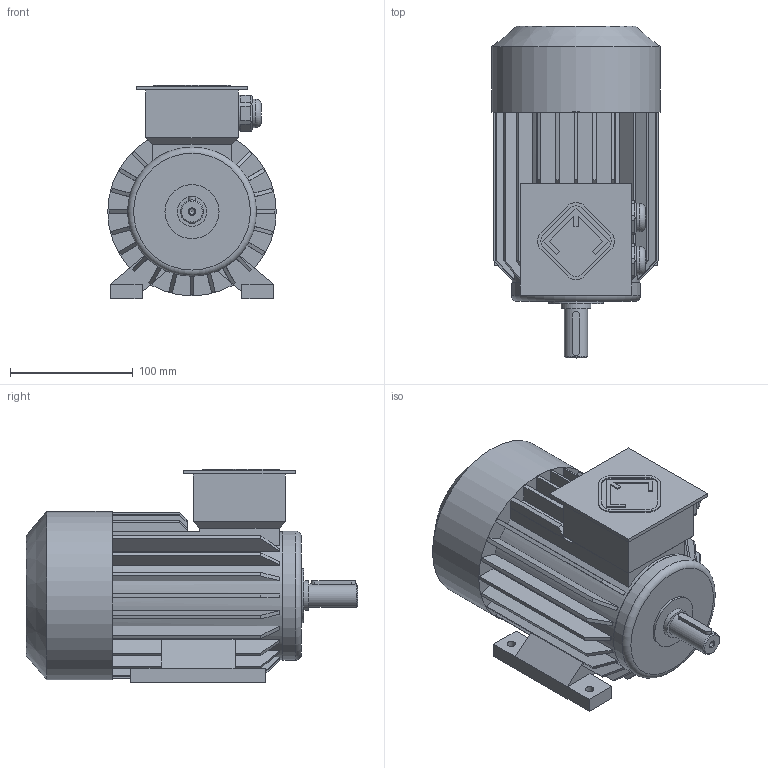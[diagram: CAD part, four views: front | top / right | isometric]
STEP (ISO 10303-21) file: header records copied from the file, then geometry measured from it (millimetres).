
FILE_DESCRIPTION(/* description */ ('Unknown'),/* implementation_level */ '2;1');
FILE_NAME(/* name */ 'A71_В3',/* time_stamp */ '2021-03-25T10:57:57+03:00',/* author */ ('Unknown'),/* organization */ ('Unknown'),/* preprocessor_version */ 'ST-DEVELOPER v16',/* originating_system */ 'DEX',/* authorisation */ $);
FILE_SCHEMA (('AUTOMOTIVE_DESIGN {1 0 10303 214 3 1 1}'));
Length unit declared in the file: millimetre
Products named in the file (1): A71_ﾂ3
Bounding box: 137 x 270 x 174 mm (x, y, z)
Volume: 2873614.6 mm3; surface area: 236915.1 mm2
Topology: 1 solids, 1 shells, 294 faces, 824 edges, 541 vertices
Faces by surface type: plane 205, cylinder 58, cone 28, torus 3
Full cylindrical faces by diameter (mm): 4.917 x2, 7 x4, 19 x1, 23.257 x2, 24 x1, 29.5 x2, 44 x1, 104 x1, 105 x1, 137 x1
Entity records: 11556 total; most frequent: CARTESIAN_POINT 1949, ORIENTED_EDGE 1570, DIRECTION 1555, EDGE_CURVE 785, VERTEX_POINT 527, AXIS2_PLACEMENT_3D 525, LINE 505, VECTOR 505
